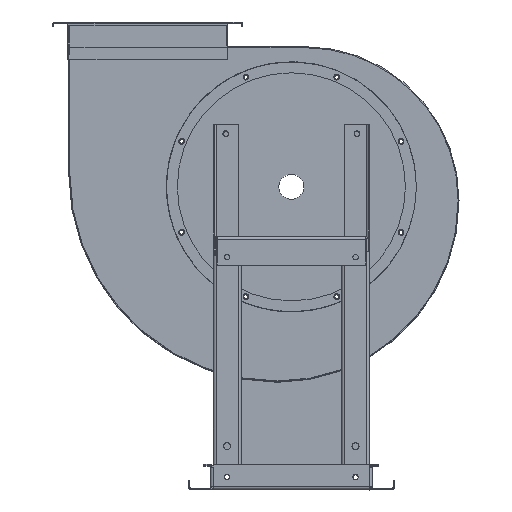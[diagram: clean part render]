
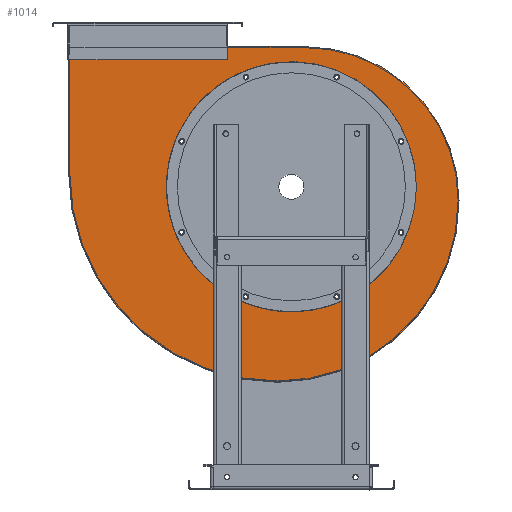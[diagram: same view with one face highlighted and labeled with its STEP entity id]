
A CAD part, top view. The second image highlights one B-rep face of the part: STEP entity #1014.
In plain terms, the highlighted face is planar.
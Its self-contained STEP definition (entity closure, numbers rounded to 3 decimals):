
#1014=ADVANCED_FACE('',(#35060,#35062),#35064,.F.);
#35060=FACE_BOUND('',#35061,.T.);
#35061=EDGE_LOOP('',(#63705,#63706,#63707,#63708,#63709,#63710,#63711,#63712,#63713));
#35062=FACE_BOUND('',#35063,.T.);
#35063=EDGE_LOOP('',(#63714));
#35064=PLANE('',#35065);
#35065=AXIS2_PLACEMENT_3D('',#35066,#35067,#35068);
#35066=CARTESIAN_POINT('',(20.,0.,0.));
#35067=DIRECTION('',(0.,0.,1.));
#35068=DIRECTION('',(0.,-1.,0.));
#63705=ORIENTED_EDGE('',*,*,#88309,.T.);
#63706=ORIENTED_EDGE('',*,*,#88307,.T.);
#63707=ORIENTED_EDGE('',*,*,#88305,.T.);
#63708=ORIENTED_EDGE('',*,*,#88303,.T.);
#63709=ORIENTED_EDGE('',*,*,#88301,.T.);
#63710=ORIENTED_EDGE('',*,*,#88341,.T.);
#63711=ORIENTED_EDGE('',*,*,#88340,.T.);
#63712=ORIENTED_EDGE('',*,*,#88295,.T.);
#63713=ORIENTED_EDGE('',*,*,#88310,.T.);
#63714=ORIENTED_EDGE('',*,*,#88440,.F.);
#88295=EDGE_CURVE('',#100987,#100985,#100988,.T.);
#88301=EDGE_CURVE('',#100993,#100995,#100997,.T.);
#88303=EDGE_CURVE('',#100998,#100993,#101000,.T.);
#88305=EDGE_CURVE('',#101001,#100998,#101003,.T.);
#88307=EDGE_CURVE('',#101004,#101001,#101006,.T.);
#88309=EDGE_CURVE('',#101007,#101004,#101009,.T.);
#88310=EDGE_CURVE('',#100985,#101007,#101010,.T.);
#88340=EDGE_CURVE('',#101052,#100987,#101054,.T.);
#88341=EDGE_CURVE('',#100995,#101052,#101055,.T.);
#88440=EDGE_CURVE('',#101222,#101222,#101223,.T.);
#100985=VERTEX_POINT('',#120903);
#100987=VERTEX_POINT('',#120907);
#100988=LINE('',#120908,#120909);
#100993=VERTEX_POINT('',#120922);
#100995=VERTEX_POINT('',#120926);
#100997=LINE('',#120930,#120931);
#100998=VERTEX_POINT('',#120933);
#101000=LINE('',#120937,#120938);
#101001=VERTEX_POINT('',#120940);
#101003=CIRCLE('',#120944,246.24);
#101004=VERTEX_POINT('',#120948);
#101006=CIRCLE('',#120952,290.26);
#101007=VERTEX_POINT('',#120956);
#101009=CIRCLE('',#120960,334.28);
#101010=LINE('',#120964,#120965);
#101052=VERTEX_POINT('',#121074);
#101054=LINE('',#121078,#121079);
#101055=LINE('',#121081,#121082);
#101222=VERTEX_POINT('',#121483);
#101223=CIRCLE('',#121484,200.);
#120903=CARTESIAN_POINT('',(-336.29,210.96,0.));
#120907=CARTESIAN_POINT('',(-334.29,210.96,0.));
#120908=CARTESIAN_POINT('',(-334.29,210.96,0.));
#120909=VECTOR('',#120910,1.);
#120910=DIRECTION('',(-1.,0.,0.));
#120922=CARTESIAN_POINT('',(-77.338,224.23,0.));
#120926=CARTESIAN_POINT('',(-77.338,222.23,0.));
#120930=CARTESIAN_POINT('',(-77.338,224.23,0.));
#120931=VECTOR('',#120932,1.);
#120932=DIRECTION('',(0.,-1.,0.));
#120933=CARTESIAN_POINT('',(42.01,224.23,0.));
#120937=CARTESIAN_POINT('',(42.01,224.23,0.));
#120938=VECTOR('',#120939,1.);
#120939=DIRECTION('',(-1.,0.,0.));
#120940=CARTESIAN_POINT('',(288.25,-22.01,0.));
#120944=AXIS2_PLACEMENT_3D('',#120945,#120946,#120947);
#120945=CARTESIAN_POINT('',(42.01,-22.01,0.));
#120946=DIRECTION('',(0.,0.,1.));
#120947=DIRECTION('',(1.,0.,0.));
#120948=CARTESIAN_POINT('',(-2.01,-312.27,0.));
#120952=AXIS2_PLACEMENT_3D('',#120953,#120954,#120955);
#120953=CARTESIAN_POINT('',(-2.01,-22.01,0.));
#120954=DIRECTION('',(0.,0.,1.));
#120955=DIRECTION('',(0.,-1.,0.));
#120956=CARTESIAN_POINT('',(-336.29,22.01,0.));
#120960=AXIS2_PLACEMENT_3D('',#120961,#120962,#120963);
#120961=CARTESIAN_POINT('',(-2.01,22.01,0.));
#120962=DIRECTION('',(0.,0.,1.));
#120963=DIRECTION('',(-1.,0.,0.));
#120964=CARTESIAN_POINT('',(-336.29,210.96,0.));
#120965=VECTOR('',#120966,1.);
#120966=DIRECTION('',(0.,-1.,0.));
#121074=CARTESIAN_POINT('',(-334.29,222.23,0.));
#121078=CARTESIAN_POINT('',(-334.29,222.23,0.));
#121079=VECTOR('',#121080,1.);
#121080=DIRECTION('',(0.,-1.,0.));
#121081=CARTESIAN_POINT('',(-77.338,222.23,0.));
#121082=VECTOR('',#121083,1.);
#121083=DIRECTION('',(-1.,0.,0.));
#121483=CARTESIAN_POINT('',(220.,0.,0.));
#121484=AXIS2_PLACEMENT_3D('',#121485,#121486,#121487);
#121485=CARTESIAN_POINT('',(20.,0.,0.));
#121486=DIRECTION('',(0.,0.,1.));
#121487=DIRECTION('',(1.,0.,0.));
